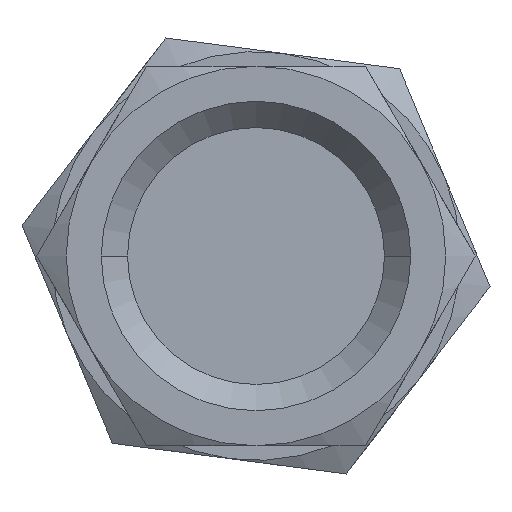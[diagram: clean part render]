
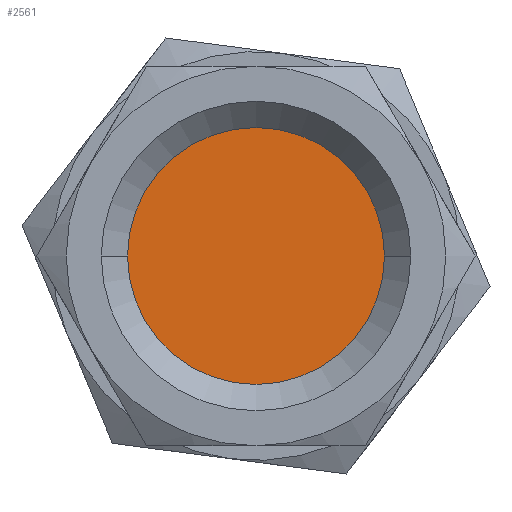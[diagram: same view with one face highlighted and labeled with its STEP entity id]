
A CAD part, front view. The second image highlights one B-rep face of the part: STEP entity #2561.
In plain terms, the highlighted planar face has unit normal (0, -1, 0).
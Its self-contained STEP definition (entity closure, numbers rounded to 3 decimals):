
#215 = VERTEX_POINT ( 'NONE', #2487 ) ;
#216 = VERTEX_POINT ( 'NONE', #2483 ) ;
#326 = CARTESIAN_POINT ( 'NONE',  ( -4.4, 8.5, 0. ) ) ;
#328 = PLANE ( 'NONE',  #532 ) ;
#330 = DIRECTION ( 'NONE',  ( 0., 1., 0. ) ) ;
#331 = DIRECTION ( 'NONE',  ( -1., 0., 0. ) ) ;
#532 = AXIS2_PLACEMENT_3D ( 'NONE', #326, #330, #331 ) ;
#684 = FACE_OUTER_BOUND ( 'NONE', #1746, .T. ) ;
#731 = CIRCLE ( 'NONE', #2621, 4.4 ) ;
#1000 = CARTESIAN_POINT ( 'NONE',  ( 0., 8.5, 0. ) ) ;
#1001 = DIRECTION ( 'NONE',  ( 0., 1., 0. ) ) ;
#1002 = DIRECTION ( 'NONE',  ( -1., 0., 0. ) ) ;
#1610 = CIRCLE ( 'NONE', #2347, 4.4 ) ;
#1746 = EDGE_LOOP ( 'NONE', ( #1819, #1820 ) ) ;
#1819 = ORIENTED_EDGE ( 'NONE', *, *, #2328, .F. ) ;
#1820 = ORIENTED_EDGE ( 'NONE', *, *, #2647, .F. ) ;
#2328 = EDGE_CURVE ( 'NONE', #216, #215, #1610, .T. ) ;
#2347 = AXIS2_PLACEMENT_3D ( 'NONE', #1000, #1001, #1002 ) ;
#2483 = CARTESIAN_POINT ( 'NONE',  ( -4.4, 8.5, 0. ) ) ;
#2487 = CARTESIAN_POINT ( 'NONE',  ( 4.4, 8.5, 0. ) ) ;
#2561 = ADVANCED_FACE ( 'NONE', ( #684 ), #328, .F. ) ;
#2621 = AXIS2_PLACEMENT_3D ( 'NONE', #2710, #2711, #2712 ) ;
#2647 = EDGE_CURVE ( 'NONE', #215, #216, #731, .T. ) ;
#2710 = CARTESIAN_POINT ( 'NONE',  ( 0., 8.5, 0. ) ) ;
#2711 = DIRECTION ( 'NONE',  ( 0., 1., 0. ) ) ;
#2712 = DIRECTION ( 'NONE',  ( -1., 0., 0. ) ) ;
